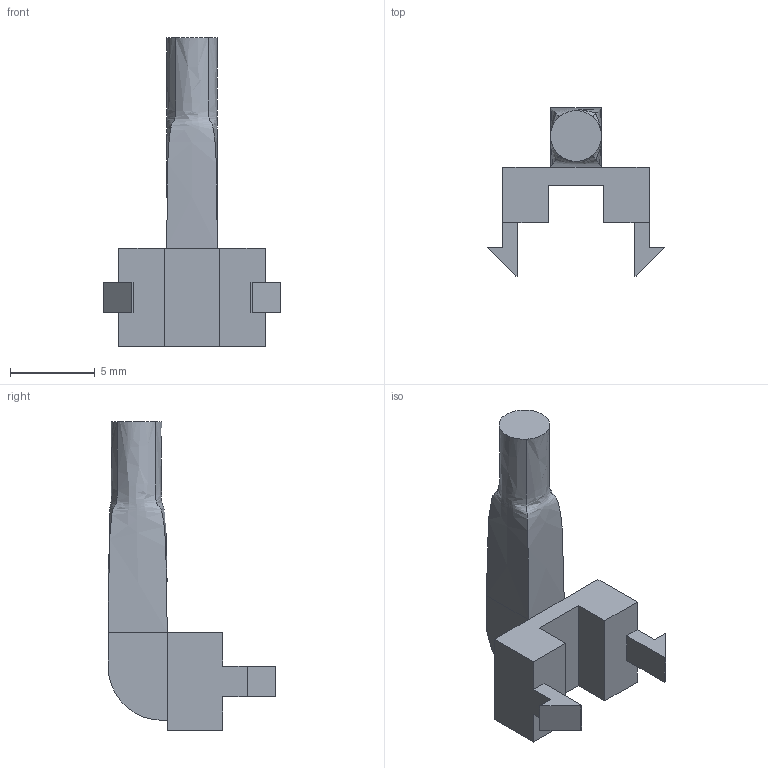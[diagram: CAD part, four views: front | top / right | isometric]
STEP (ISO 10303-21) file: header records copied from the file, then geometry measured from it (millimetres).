
FILE_DESCRIPTION (( 'STEP AP214' ), '1' );
FILE_NAME ('LPF-C011303S.STEP', '2021-05-05T08:23:17', ( '' ), ( '' ), 'SwSTEP 2.0', 'SolidWorks 2019', '' );
FILE_SCHEMA (( 'AUTOMOTIVE_DESIGN' ));
Length unit declared in the file: millimetre
Products named in the file (1): LPF-C011303S
Bounding box: 10.51 x 9.92 x 18.25 mm (x, y, z)
Volume: 290.5 mm3; surface area: 428.9 mm2
Topology: 1 solids, 1 shells, 32 faces, 84 edges, 54 vertices
Faces by surface type: plane 27, bspline 4, cylinder 1
Entity records: 1095 total; most frequent: CARTESIAN_POINT 292, ORIENTED_EDGE 168, DIRECTION 141, EDGE_CURVE 84, LINE 71, VECTOR 71, VERTEX_POINT 54, AXIS2_PLACEMENT_3D 35
